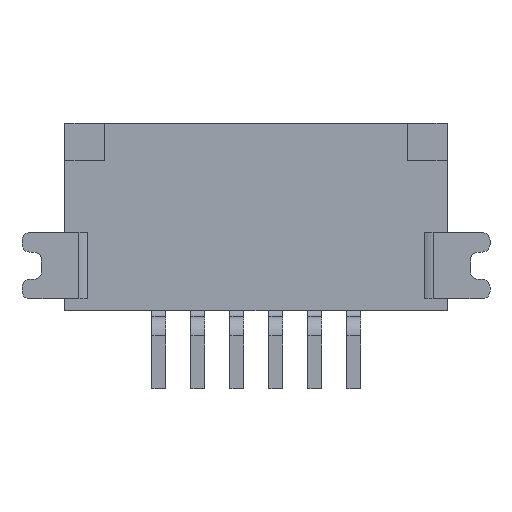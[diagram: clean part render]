
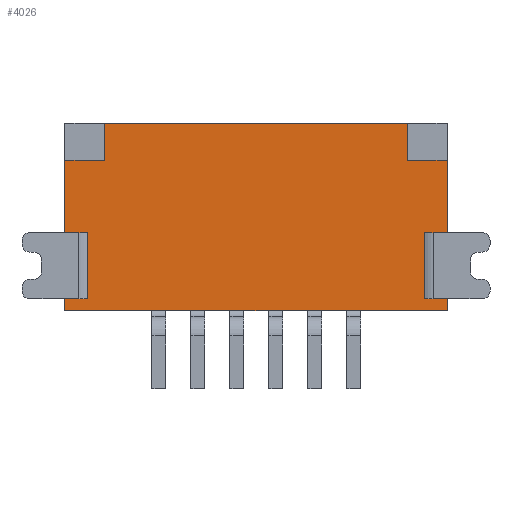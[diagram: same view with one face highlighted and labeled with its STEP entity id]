
A CAD part, top view. The second image highlights one B-rep face of the part: STEP entity #4026.
In plain terms, the highlighted planar face has unit normal (0, 0, 1).
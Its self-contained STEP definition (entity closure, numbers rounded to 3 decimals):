
#258 = DIRECTION ( 'NONE',  ( 0., 1., 0. ) ) ;
#605 = DIRECTION ( 'NONE',  ( 0., -1., 0. ) ) ;
#632 = DIRECTION ( 'NONE',  ( 0., -1., 0. ) ) ;
#633 = VECTOR ( 'NONE', #632, 1000. ) ;
#1122 = LINE ( 'NONE', #14515, #9859 ) ;
#1304 = ORIENTED_EDGE ( 'NONE', *, *, #4917, .F. ) ;
#1803 = VECTOR ( 'NONE', #10773, 1000. ) ;
#1829 = VERTEX_POINT ( 'NONE', #2413 ) ;
#1939 = ORIENTED_EDGE ( 'NONE', *, *, #2192, .F. ) ;
#2192 = EDGE_CURVE ( 'NONE', #13189, #15841, #12797, .T. ) ;
#2217 = LINE ( 'NONE', #2539, #10135 ) ;
#2220 = CARTESIAN_POINT ( 'NONE',  ( -13.89, 0., -0.1 ) ) ;
#2360 = LINE ( 'NONE', #9068, #20000 ) ;
#2413 = CARTESIAN_POINT ( 'NONE',  ( -15.89, 0., -0.1 ) ) ;
#2539 = CARTESIAN_POINT ( 'NONE',  ( -7.1, -4.8, -0.1 ) ) ;
#2549 = CARTESIAN_POINT ( 'NONE',  ( -16.9, -4.8, -0.1 ) ) ;
#3023 = CARTESIAN_POINT ( 'NONE',  ( -7.1, -4.8, -0.1 ) ) ;
#3086 = EDGE_CURVE ( 'NONE', #5740, #7522, #2217, .T. ) ;
#3209 = CARTESIAN_POINT ( 'NONE',  ( -16.332, -4.5, -0.1 ) ) ;
#3519 = ORIENTED_EDGE ( 'NONE', *, *, #20468, .T. ) ;
#3678 = VERTEX_POINT ( 'NONE', #3209 ) ;
#3777 = CARTESIAN_POINT ( 'NONE',  ( -16.9, -0.95, -0.1 ) ) ;
#3892 = DIRECTION ( 'NONE',  ( 1., 0., 0. ) ) ;
#4026 = ADVANCED_FACE ( 'NONE', ( #19983 ), #18122, .T. ) ;
#4087 = DIRECTION ( 'NONE',  ( -1., 0., 0. ) ) ;
#4097 = CARTESIAN_POINT ( 'NONE',  ( -15.89, -0.95, -0.1 ) ) ;
#4166 = LINE ( 'NONE', #2220, #1803 ) ;
#4259 = VERTEX_POINT ( 'NONE', #20750 ) ;
#4260 = VECTOR ( 'NONE', #8770, 1000. ) ;
#4698 = CARTESIAN_POINT ( 'NONE',  ( -16.332, -4.5, -0.1 ) ) ;
#4917 = EDGE_CURVE ( 'NONE', #11135, #13189, #1122, .T. ) ;
#5207 = VECTOR ( 'NONE', #14088, 1000. ) ;
#5360 = VECTOR ( 'NONE', #3892, 1000. ) ;
#5529 = CARTESIAN_POINT ( 'NONE',  ( -8.11, 0., -0.1 ) ) ;
#5740 = VERTEX_POINT ( 'NONE', #3023 ) ;
#5867 = ORIENTED_EDGE ( 'NONE', *, *, #16143, .F. ) ;
#5900 = VECTOR ( 'NONE', #21260, 1000. ) ;
#6013 = VECTOR ( 'NONE', #15514, 1000. ) ;
#6100 = ORIENTED_EDGE ( 'NONE', *, *, #15590, .T. ) ;
#6218 = VECTOR ( 'NONE', #258, 1000. ) ;
#6254 = ORIENTED_EDGE ( 'NONE', *, *, #21179, .T. ) ;
#6296 = CARTESIAN_POINT ( 'NONE',  ( -7.668, -4.5, -0.1 ) ) ;
#6708 = VERTEX_POINT ( 'NONE', #10798 ) ;
#7084 = ORIENTED_EDGE ( 'NONE', *, *, #3086, .T. ) ;
#7088 = LINE ( 'NONE', #17611, #16334 ) ;
#7188 = EDGE_CURVE ( 'NONE', #1829, #10960, #4166, .T. ) ;
#7522 = VERTEX_POINT ( 'NONE', #17216 ) ;
#7912 = DIRECTION ( 'NONE',  ( 0., 1., 0. ) ) ;
#7935 = CARTESIAN_POINT ( 'NONE',  ( -7.668, -2.8, -0.1 ) ) ;
#8091 = DIRECTION ( 'NONE',  ( -1., 0., 0. ) ) ;
#8770 = DIRECTION ( 'NONE',  ( 0., -1., 0. ) ) ;
#8824 = LINE ( 'NONE', #15404, #6013 ) ;
#9001 = EDGE_CURVE ( 'NONE', #10960, #11135, #13898, .T. ) ;
#9068 = CARTESIAN_POINT ( 'NONE',  ( 18.9, -4.8, -0.1 ) ) ;
#9309 = EDGE_CURVE ( 'NONE', #13404, #4259, #10672, .T. ) ;
#9664 = VERTEX_POINT ( 'NONE', #15809 ) ;
#9781 = DIRECTION ( 'NONE',  ( 1., 0., 0. ) ) ;
#9859 = VECTOR ( 'NONE', #18717, 1000. ) ;
#9882 = LINE ( 'NONE', #4698, #13788 ) ;
#10024 = EDGE_CURVE ( 'NONE', #1829, #14157, #20517, .T. ) ;
#10135 = VECTOR ( 'NONE', #15610, 1000. ) ;
#10532 = EDGE_CURVE ( 'NONE', #10587, #7522, #11031, .T. ) ;
#10587 = VERTEX_POINT ( 'NONE', #6296 ) ;
#10672 = LINE ( 'NONE', #15621, #6218 ) ;
#10732 = EDGE_CURVE ( 'NONE', #6708, #9664, #19123, .T. ) ;
#10773 = DIRECTION ( 'NONE',  ( 1., 0., 0. ) ) ;
#10781 = CARTESIAN_POINT ( 'NONE',  ( -16.332, -2.8, -0.1 ) ) ;
#10798 = CARTESIAN_POINT ( 'NONE',  ( -16.332, -2.8, -0.1 ) ) ;
#10960 = VERTEX_POINT ( 'NONE', #15352 ) ;
#11031 = LINE ( 'NONE', #21141, #18180 ) ;
#11135 = VERTEX_POINT ( 'NONE', #12384 ) ;
#11155 = LINE ( 'NONE', #11586, #11435 ) ;
#11435 = VECTOR ( 'NONE', #8091, 1000. ) ;
#11586 = CARTESIAN_POINT ( 'NONE',  ( -15.89, -0.95, -0.1 ) ) ;
#11773 = ORIENTED_EDGE ( 'NONE', *, *, #15985, .F. ) ;
#11841 = ORIENTED_EDGE ( 'NONE', *, *, #12416, .F. ) ;
#12163 = CARTESIAN_POINT ( 'NONE',  ( -7.668, -2.8, -0.1 ) ) ;
#12384 = CARTESIAN_POINT ( 'NONE',  ( -8.11, -0.95, -0.1 ) ) ;
#12416 = EDGE_CURVE ( 'NONE', #5740, #13404, #2360, .T. ) ;
#12482 = CARTESIAN_POINT ( 'NONE',  ( -15.89, 0., -0.1 ) ) ;
#12626 = CARTESIAN_POINT ( 'NONE',  ( -7.1, -2.8, -0.1 ) ) ;
#12797 = LINE ( 'NONE', #14555, #5900 ) ;
#13186 = CARTESIAN_POINT ( 'NONE',  ( 2., -2.4, -0.1 ) ) ;
#13189 = VERTEX_POINT ( 'NONE', #14755 ) ;
#13404 = VERTEX_POINT ( 'NONE', #2549 ) ;
#13483 = ORIENTED_EDGE ( 'NONE', *, *, #7188, .F. ) ;
#13788 = VECTOR ( 'NONE', #7912, 1000. ) ;
#13828 = LINE ( 'NONE', #12163, #4260 ) ;
#13898 = LINE ( 'NONE', #5529, #19888 ) ;
#14088 = DIRECTION ( 'NONE',  ( -1., 0., 0. ) ) ;
#14157 = VERTEX_POINT ( 'NONE', #4097 ) ;
#14348 = EDGE_CURVE ( 'NONE', #21392, #9664, #8824, .T. ) ;
#14515 = CARTESIAN_POINT ( 'NONE',  ( -8.11, -0.95, -0.1 ) ) ;
#14555 = CARTESIAN_POINT ( 'NONE',  ( -7.1, -0.95, -0.1 ) ) ;
#14755 = CARTESIAN_POINT ( 'NONE',  ( -7.1, -0.95, -0.1 ) ) ;
#15352 = CARTESIAN_POINT ( 'NONE',  ( -8.11, 0., -0.1 ) ) ;
#15404 = CARTESIAN_POINT ( 'NONE',  ( -16.9, -0.95, -0.1 ) ) ;
#15514 = DIRECTION ( 'NONE',  ( 0., -1., 0. ) ) ;
#15590 = EDGE_CURVE ( 'NONE', #19415, #15841, #16053, .T. ) ;
#15610 = DIRECTION ( 'NONE',  ( 0., 1., 0. ) ) ;
#15621 = CARTESIAN_POINT ( 'NONE',  ( -16.9, -4.8, -0.1 ) ) ;
#15764 = DIRECTION ( 'NONE',  ( -1., 0., 0. ) ) ;
#15809 = CARTESIAN_POINT ( 'NONE',  ( -16.9, -2.8, -0.1 ) ) ;
#15841 = VERTEX_POINT ( 'NONE', #12626 ) ;
#15985 = EDGE_CURVE ( 'NONE', #3678, #6708, #9882, .T. ) ;
#16053 = LINE ( 'NONE', #7935, #5360 ) ;
#16143 = EDGE_CURVE ( 'NONE', #19415, #10587, #13828, .T. ) ;
#16334 = VECTOR ( 'NONE', #4087, 1000. ) ;
#17113 = EDGE_LOOP ( 'NONE', ( #13483, #18190, #6254, #19528, #19236, #11773, #3519, #17352, #11841, #7084, #18888, #5867, #6100, #1939, #1304, #20038 ) ) ;
#17216 = CARTESIAN_POINT ( 'NONE',  ( -7.1, -4.5, -0.1 ) ) ;
#17352 = ORIENTED_EDGE ( 'NONE', *, *, #9309, .F. ) ;
#17611 = CARTESIAN_POINT ( 'NONE',  ( -16.332, -4.5, -0.1 ) ) ;
#18049 = DIRECTION ( 'NONE',  ( 1., 0., 0. ) ) ;
#18122 = PLANE ( 'NONE',  #19988 ) ;
#18180 = VECTOR ( 'NONE', #18049, 1000. ) ;
#18190 = ORIENTED_EDGE ( 'NONE', *, *, #10024, .T. ) ;
#18717 = DIRECTION ( 'NONE',  ( 1., 0., 0. ) ) ;
#18888 = ORIENTED_EDGE ( 'NONE', *, *, #10532, .F. ) ;
#19123 = LINE ( 'NONE', #10781, #5207 ) ;
#19236 = ORIENTED_EDGE ( 'NONE', *, *, #10732, .F. ) ;
#19415 = VERTEX_POINT ( 'NONE', #21431 ) ;
#19528 = ORIENTED_EDGE ( 'NONE', *, *, #14348, .T. ) ;
#19875 = DIRECTION ( 'NONE',  ( 0., 0., 1. ) ) ;
#19888 = VECTOR ( 'NONE', #605, 1000. ) ;
#19983 = FACE_OUTER_BOUND ( 'NONE', #17113, .T. ) ;
#19988 = AXIS2_PLACEMENT_3D ( 'NONE', #13186, #19875, #9781 ) ;
#20000 = VECTOR ( 'NONE', #15764, 1000. ) ;
#20038 = ORIENTED_EDGE ( 'NONE', *, *, #9001, .F. ) ;
#20468 = EDGE_CURVE ( 'NONE', #3678, #4259, #7088, .T. ) ;
#20517 = LINE ( 'NONE', #12482, #633 ) ;
#20750 = CARTESIAN_POINT ( 'NONE',  ( -16.9, -4.5, -0.1 ) ) ;
#21141 = CARTESIAN_POINT ( 'NONE',  ( -7.668, -4.5, -0.1 ) ) ;
#21179 = EDGE_CURVE ( 'NONE', #14157, #21392, #11155, .T. ) ;
#21260 = DIRECTION ( 'NONE',  ( 0., -1., 0. ) ) ;
#21392 = VERTEX_POINT ( 'NONE', #3777 ) ;
#21431 = CARTESIAN_POINT ( 'NONE',  ( -7.668, -2.8, -0.1 ) ) ;
